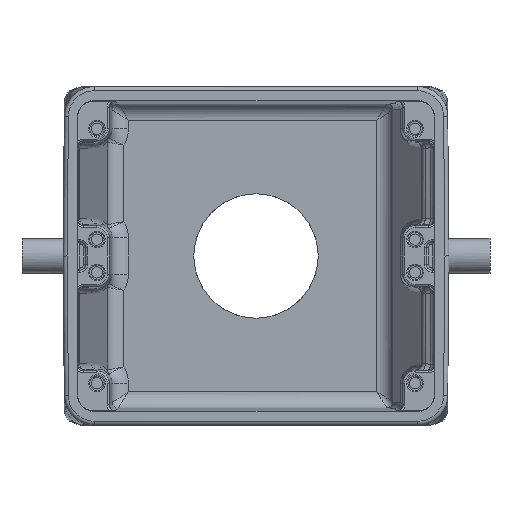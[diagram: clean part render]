
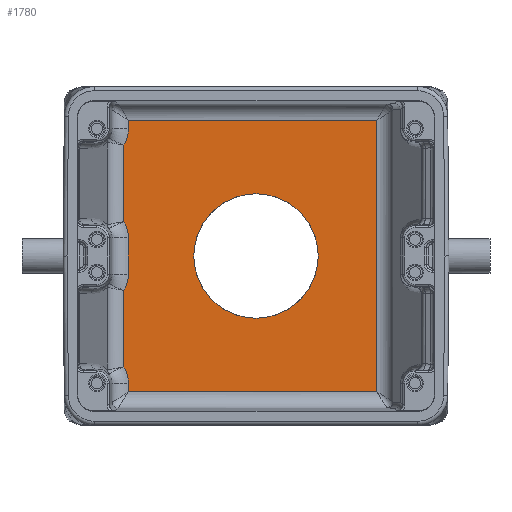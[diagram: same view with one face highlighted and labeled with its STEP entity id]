
A CAD part, front view. The second image highlights one B-rep face of the part: STEP entity #1780.
In plain terms, the highlighted planar face has unit normal (0, -1, 0).
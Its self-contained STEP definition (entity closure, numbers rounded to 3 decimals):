
#962=CIRCLE('',#10926,7.646);
#1075=CIRCLE('',#11138,7.646);
#1115=CIRCLE('',#11258,7.646);
#1119=CIRCLE('',#11267,7.646);
#1120=CIRCLE('',#11274,15.15);
#1121=CIRCLE('',#11275,15.15);
#1258=FACE_BOUND('',#3317,.T.);
#1259=FACE_BOUND('',#3318,.T.);
#1780=ADVANCED_FACE('',(#1258,#1259),#2114,.F.);
#2114=PLANE('',#11276);
#3317=EDGE_LOOP('',(#5791,#5792));
#3318=EDGE_LOOP('',(#5793,#5794,#5795,#5796,#5797,#5798,#5799,#5800,#5801,
#5802,#5803,#5804));
#5791=ORIENTED_EDGE('',*,*,#8622,.T.);
#5792=ORIENTED_EDGE('',*,*,#8623,.T.);
#5793=ORIENTED_EDGE('',*,*,#8150,.T.);
#5794=ORIENTED_EDGE('',*,*,#8615,.F.);
#5795=ORIENTED_EDGE('',*,*,#8611,.T.);
#5796=ORIENTED_EDGE('',*,*,#8593,.F.);
#5797=ORIENTED_EDGE('',*,*,#8597,.T.);
#5798=ORIENTED_EDGE('',*,*,#8624,.F.);
#5799=ORIENTED_EDGE('',*,*,#8403,.T.);
#5800=ORIENTED_EDGE('',*,*,#8400,.F.);
#5801=ORIENTED_EDGE('',*,*,#8394,.F.);
#5802=ORIENTED_EDGE('',*,*,#8526,.F.);
#5803=ORIENTED_EDGE('',*,*,#8342,.F.);
#5804=ORIENTED_EDGE('',*,*,#8621,.F.);
#6961=VERTEX_POINT('',#16922);
#6965=VERTEX_POINT('',#16957);
#7090=VERTEX_POINT('',#17725);
#7091=VERTEX_POINT('',#17848);
#7125=VERTEX_POINT('',#18081);
#7126=VERTEX_POINT('',#18083);
#7130=VERTEX_POINT('',#18234);
#7132=VERTEX_POINT('',#18240);
#7233=VERTEX_POINT('',#19477);
#7235=VERTEX_POINT('',#19481);
#7238=VERTEX_POINT('',#19517);
#7244=VERTEX_POINT('',#19717);
#7245=VERTEX_POINT('',#20005);
#7246=VERTEX_POINT('',#20006);
#8150=EDGE_CURVE('',#6961,#6965,#962,.T.);
#8342=EDGE_CURVE('',#7090,#7091,#9429,.T.);
#8394=EDGE_CURVE('',#7125,#7126,#9445,.T.);
#8400=EDGE_CURVE('',#7126,#7130,#9447,.T.);
#8403=EDGE_CURVE('',#7132,#7130,#1075,.T.);
#8526=EDGE_CURVE('',#7091,#7125,#9496,.T.);
#8593=EDGE_CURVE('',#7235,#7233,#9528,.T.);
#8597=EDGE_CURVE('',#7235,#7238,#1115,.T.);
#8611=EDGE_CURVE('',#7244,#7233,#1119,.T.);
#8615=EDGE_CURVE('',#7244,#6965,#9533,.T.);
#8621=EDGE_CURVE('',#6961,#7090,#9536,.T.);
#8622=EDGE_CURVE('',#7245,#7246,#1120,.T.);
#8623=EDGE_CURVE('',#7246,#7245,#1121,.T.);
#8624=EDGE_CURVE('',#7132,#7238,#9537,.T.);
#9429=LINE('',#17847,#10198);
#9445=LINE('',#18082,#10214);
#9447=LINE('',#18233,#10216);
#9496=LINE('',#19162,#10265);
#9528=LINE('',#19482,#10297);
#9533=LINE('',#19842,#10302);
#9536=LINE('',#20002,#10305);
#9537=LINE('',#20008,#10306);
#10198=VECTOR('',#13314,1.);
#10214=VECTOR('',#13424,1.);
#10216=VECTOR('',#13428,1.);
#10265=VECTOR('',#13625,1.);
#10297=VECTOR('',#13749,1.);
#10302=VECTOR('',#13780,1.);
#10305=VECTOR('',#13791,1.);
#10306=VECTOR('',#13798,1.);
#10926=AXIS2_PLACEMENT_3D('',#16958,#12926,#12927);
#11138=AXIS2_PLACEMENT_3D('',#18239,#13434,#13435);
#11258=AXIS2_PLACEMENT_3D('',#19518,#13754,#13755);
#11267=AXIS2_PLACEMENT_3D('',#19716,#13776,#13777);
#11274=AXIS2_PLACEMENT_3D('',#20004,#13794,#13795);
#11275=AXIS2_PLACEMENT_3D('',#20007,#13796,#13797);
#11276=AXIS2_PLACEMENT_3D('',#20009,#13799,#13800);
#12926=DIRECTION('',(0.,1.,0.));
#12927=DIRECTION('',(1.,0.,0.));
#13314=DIRECTION('',(1.,0.,0.));
#13424=DIRECTION('',(-1.,0.,0.));
#13428=DIRECTION('',(0.,0.,1.));
#13434=DIRECTION('',(0.,1.,0.));
#13435=DIRECTION('',(0.853,0.,0.521));
#13625=DIRECTION('',(0.,0.,-1.));
#13749=DIRECTION('',(0.,0.,1.));
#13754=DIRECTION('',(0.,1.,0.));
#13755=DIRECTION('',(1.,0.,0.));
#13776=DIRECTION('',(0.,1.,0.));
#13777=DIRECTION('',(0.853,0.,0.521));
#13780=DIRECTION('',(0.,0.,1.));
#13791=DIRECTION('',(0.,0.,1.));
#13794=DIRECTION('',(0.,1.,0.));
#13795=DIRECTION('',(1.,0.,0.));
#13796=DIRECTION('',(0.,1.,0.));
#13797=DIRECTION('',(-1.,0.,0.));
#13798=DIRECTION('',(0.,0.,1.));
#13799=DIRECTION('',(0.,1.,0.));
#13800=DIRECTION('',(-1.,0.,0.));
#16922=CARTESIAN_POINT('',(-31.104,40.,31.));
#16957=CARTESIAN_POINT('',(-32.225,40.,27.015));
#16958=CARTESIAN_POINT('',(-38.75,40.,31.));
#17725=CARTESIAN_POINT('',(-31.104,40.,33.104));
#17847=CARTESIAN_POINT('',(-31.104,40.,33.104));
#17848=CARTESIAN_POINT('',(29.448,40.,33.104));
#18081=CARTESIAN_POINT('',(29.448,40.,-33.104));
#18082=CARTESIAN_POINT('',(29.448,40.,-33.104));
#18083=CARTESIAN_POINT('',(-31.104,40.,-33.104));
#18233=CARTESIAN_POINT('',(-31.104,40.,-33.104));
#18234=CARTESIAN_POINT('',(-31.104,40.,-31.));
#18239=CARTESIAN_POINT('',(-38.75,40.,-31.));
#18240=CARTESIAN_POINT('',(-32.225,40.,-27.015));
#19162=CARTESIAN_POINT('',(29.448,40.,33.104));
#19477=CARTESIAN_POINT('',(-31.104,40.,4.4));
#19481=CARTESIAN_POINT('',(-31.104,40.,-4.4));
#19482=CARTESIAN_POINT('',(-31.104,40.,-4.4));
#19517=CARTESIAN_POINT('',(-32.225,40.,-8.385));
#19518=CARTESIAN_POINT('',(-38.75,40.,-4.4));
#19716=CARTESIAN_POINT('',(-38.75,40.,4.4));
#19717=CARTESIAN_POINT('',(-32.225,40.,8.385));
#19842=CARTESIAN_POINT('',(-32.225,40.,8.385));
#20002=CARTESIAN_POINT('',(-31.104,40.,31.));
#20004=CARTESIAN_POINT('',(0.,40.,0.));
#20005=CARTESIAN_POINT('',(15.15,40.,0.));
#20006=CARTESIAN_POINT('',(-15.15,40.,0.));
#20007=CARTESIAN_POINT('',(0.,40.,0.));
#20008=CARTESIAN_POINT('',(-32.225,40.,-27.015));
#20009=CARTESIAN_POINT('',(32.925,40.,-37.75));
